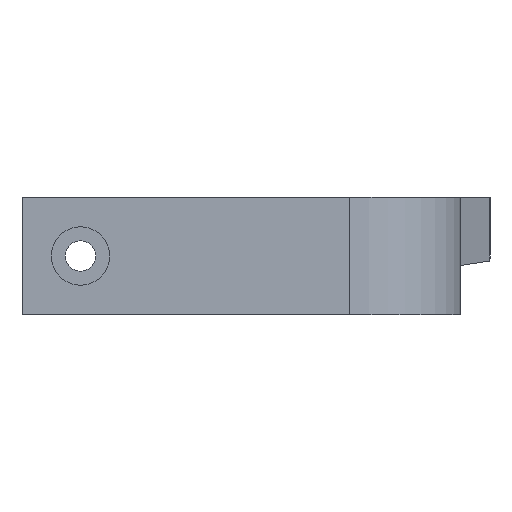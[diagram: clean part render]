
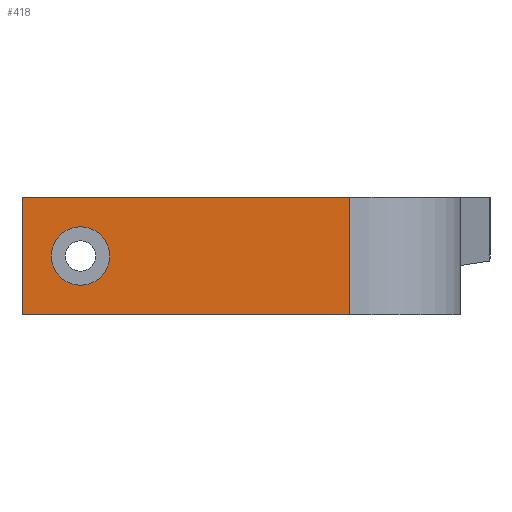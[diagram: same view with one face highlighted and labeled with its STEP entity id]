
A CAD part, left-side view. The second image highlights one B-rep face of the part: STEP entity #418.
In plain terms, the highlighted planar face has unit normal (-1, 0, 0).
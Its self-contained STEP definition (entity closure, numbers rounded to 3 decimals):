
#22=CIRCLE('',#447,5.);
#36=FACE_BOUND('',#84,.T.);
#56=FACE_OUTER_BOUND('',#83,.T.);
#83=EDGE_LOOP('',(#341,#342,#343,#344));
#84=EDGE_LOOP('',(#345));
#123=LINE('',#682,#167);
#124=LINE('',#685,#168);
#125=LINE('',#687,#169);
#126=LINE('',#688,#170);
#167=VECTOR('',#565,10.);
#168=VECTOR('',#568,10.);
#169=VECTOR('',#569,10.);
#170=VECTOR('',#570,10.);
#198=VERTEX_POINT('',#639);
#208=VERTEX_POINT('',#678);
#209=VERTEX_POINT('',#680);
#210=VERTEX_POINT('',#684);
#211=VERTEX_POINT('',#686);
#239=EDGE_CURVE('',#198,#198,#22,.T.);
#260=EDGE_CURVE('',#208,#209,#123,.T.);
#261=EDGE_CURVE('',#208,#210,#124,.T.);
#262=EDGE_CURVE('',#211,#209,#125,.T.);
#263=EDGE_CURVE('',#210,#211,#126,.T.);
#341=ORIENTED_EDGE('',*,*,#261,.F.);
#342=ORIENTED_EDGE('',*,*,#260,.T.);
#343=ORIENTED_EDGE('',*,*,#262,.F.);
#344=ORIENTED_EDGE('',*,*,#263,.F.);
#345=ORIENTED_EDGE('',*,*,#239,.T.);
#395=PLANE('',#467);
#418=ADVANCED_FACE('',(#56,#36),#395,.T.);
#447=AXIS2_PLACEMENT_3D('',#640,#514,#515);
#467=AXIS2_PLACEMENT_3D('',#683,#566,#567);
#514=DIRECTION('center_axis',(1.,0.,0.));
#515=DIRECTION('ref_axis',(0.,-1.,0.));
#565=DIRECTION('',(0.,0.,1.));
#566=DIRECTION('center_axis',(-1.,0.,0.));
#567=DIRECTION('ref_axis',(0.,-1.,0.));
#568=DIRECTION('',(0.,1.,0.));
#569=DIRECTION('',(0.,-1.,0.));
#570=DIRECTION('',(0.,0.,1.));
#639=CARTESIAN_POINT('',(0.,70.,10.));
#640=CARTESIAN_POINT('Origin',(0.,65.,10.));
#678=CARTESIAN_POINT('',(0.,19.,0.));
#680=CARTESIAN_POINT('',(0.,19.,20.));
#682=CARTESIAN_POINT('',(0.,19.,0.));
#683=CARTESIAN_POINT('Origin',(0.,75.,0.));
#684=CARTESIAN_POINT('',(0.,75.,0.));
#685=CARTESIAN_POINT('',(0.,19.,0.));
#686=CARTESIAN_POINT('',(0.,75.,20.));
#687=CARTESIAN_POINT('',(0.,19.,20.));
#688=CARTESIAN_POINT('',(0.,75.,0.));
